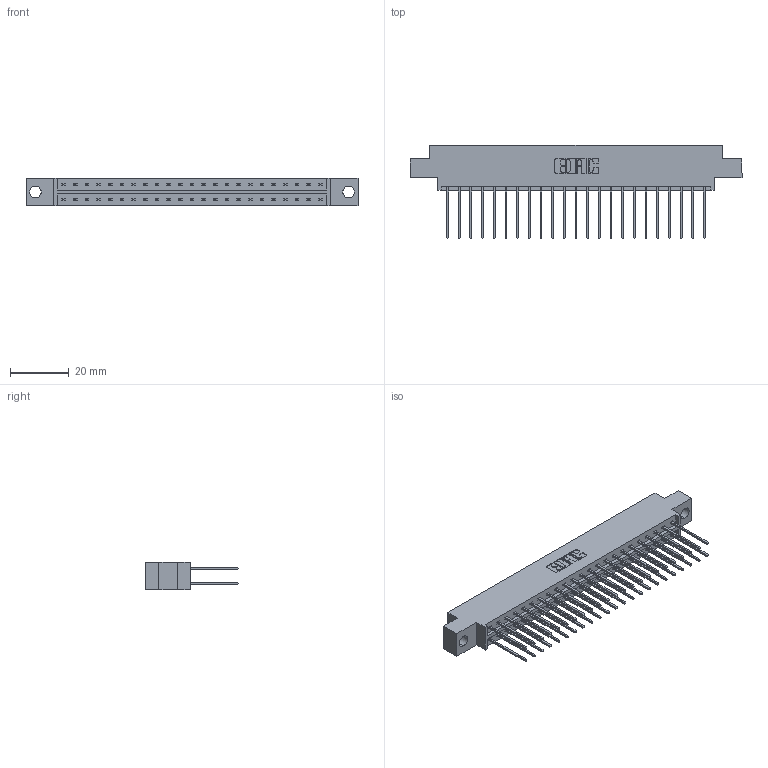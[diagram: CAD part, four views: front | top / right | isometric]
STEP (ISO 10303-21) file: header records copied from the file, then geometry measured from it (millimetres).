
FILE_DESCRIPTION (( 'STEP AP203' ), '1' );
FILE_NAME ('333-046-542-804.STEP', '2018-08-03T22:32:15', ( '' ), ( '' ), 'SwSTEP 2.0', 'SolidWorks 2016', '' );
FILE_SCHEMA (( 'CONFIG_CONTROL_DESIGN' ));
Length unit declared in the file: inch
Products named in the file (3): 333 Part_Offset - .156 Dia - TH; 345-292-001_345-293-142; 333-046-542-804
Assembly tree (47 placements, depth 2):
  333-046-542-804
    333 Part_Offset - .156 Dia - TH
    345-292-001_345-293-142  x46
Bounding box: 112.67 x 31.63 x 9.4 mm (x, y, z)
Volume: 11224.5 mm3; surface area: 14147.3 mm2
Topology: 47 solids, 47 shells, 2510 faces, 7453 edges, 4906 vertices
Faces by surface type: plane 1730, cylinder 780
Entity records: 17407 total; most frequent: CARTESIAN_POINT 2910, ORIENTED_EDGE 2846, DIRECTION 2519, EDGE_CURVE 1423, LINE 1295, VECTOR 1295, VERTEX_POINT 946, AXIS2_PLACEMENT_3D 612
